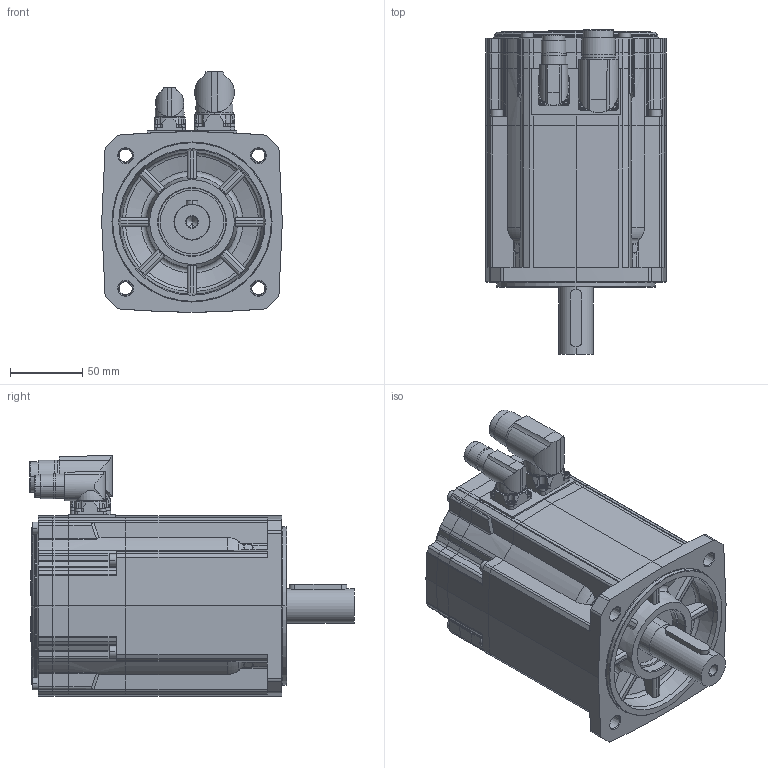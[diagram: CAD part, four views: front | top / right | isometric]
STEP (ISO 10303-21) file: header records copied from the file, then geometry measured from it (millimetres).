
FILE_DESCRIPTION(('STEP AP214'),'1');
FILE_NAME('cctmp_45949BE9-B0D7-40A6-8DFF-981957CB64A4_2023_06_02_08_30_28_0017..stp','2023-06-02T06:30:28',('SIEMENS A&D'),('CADClick - www.CADClick.com'),'Spatial InterOp 3D',' ','unknown authorization');
FILE_SCHEMA(('AUTOMOTIVE_DESIGN'));
Length unit declared in the file: millimetre
Products named in the file (11): cc_unnamed; 2023_06_02_08_30_27_0986; 2023_06_02_08_30_27_0981; 2023_06_02_08_30_27_0977; 2023_06_02_08_30_27_0973; 2023_06_02_08_30_27_0966; 2023_06_02_08_30_27_0934; 2023_06_02_08_30_27_0903; 2023_06_02_08_30_27_0872; 2023_06_02_08_30_27_0841; 2023_06_02_08_30_27_0809
Assembly tree (10 placements, depth 2):
  cc_unnamed
    2023_06_02_08_30_27_0986
    2023_06_02_08_30_27_0981
    2023_06_02_08_30_27_0977
    2023_06_02_08_30_27_0973
    2023_06_02_08_30_27_0966
    2023_06_02_08_30_27_0934
    2023_06_02_08_30_27_0903
    2023_06_02_08_30_27_0872
    2023_06_02_08_30_27_0841
    2023_06_02_08_30_27_0809
Bounding box: 125 x 224.45 x 166.5 mm (x, y, z)
Volume: 2233158.2 mm3; surface area: 236142.9 mm2
Topology: 13 solids, 13 shells, 1200 faces, 3175 edges, 2052 vertices
Faces by surface type: cylinder 558, plane 462, cone 92, torus 88
Entity records: 50891 total; most frequent: CARTESIAN_POINT 10516, DIRECTION 6734, ORIENTED_EDGE 6346, EDGE_CURVE 3173, AXIS2_PLACEMENT_3D 2621, VERTEX_POINT 2052, LINE 1492, VECTOR 1492
